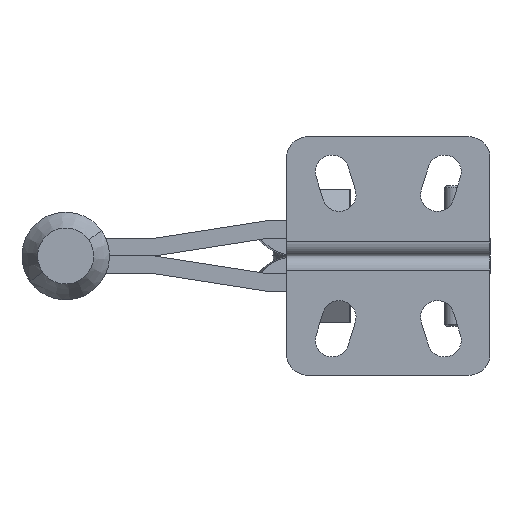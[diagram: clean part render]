
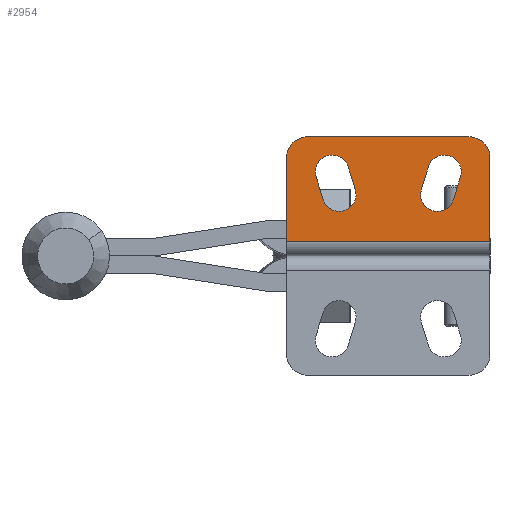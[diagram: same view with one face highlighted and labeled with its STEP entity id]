
A CAD part, front view. The second image highlights one B-rep face of the part: STEP entity #2954.
In plain terms, the highlighted planar face has unit normal (0, -1, 0).
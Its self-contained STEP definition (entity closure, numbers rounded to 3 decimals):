
#129 = FACE_BOUND ( 'NONE', #1496, .T. ) ;
#264 = CARTESIAN_POINT ( 'NONE',  ( -29., 0., 2.5 ) ) ;
#276 = VERTEX_POINT ( 'NONE', #3080 ) ;
#306 = CARTESIAN_POINT ( 'NONE',  ( -29., 0., 2. ) ) ;
#323 = VERTEX_POINT ( 'NONE', #1293 ) ;
#330 = CIRCLE ( 'NONE', #7878, 2.4 ) ;
#340 = CIRCLE ( 'NONE', #7529, 3. ) ;
#415 = LINE ( 'NONE', #1841, #8115 ) ;
#470 = DIRECTION ( 'NONE',  ( 0., 0., 1. ) ) ;
#479 = VERTEX_POINT ( 'NONE', #1703 ) ;
#521 = CARTESIAN_POINT ( 'NONE',  ( -6.5, 0., 12. ) ) ;
#590 = ORIENTED_EDGE ( 'NONE', *, *, #1064, .T. ) ;
#764 = DIRECTION ( 'NONE',  ( 0., -1., 0. ) ) ;
#767 = DIRECTION ( 'NONE',  ( 0.294, 0., 0.956 ) ) ;
#1064 = EDGE_CURVE ( 'NONE', #323, #276, #340, .T. ) ;
#1105 = DIRECTION ( 'NONE',  ( 1., 0., 0. ) ) ;
#1144 = VERTEX_POINT ( 'NONE', #4873 ) ;
#1204 = DIRECTION ( 'NONE',  ( -0.294, 0., -0.956 ) ) ;
#1254 = CARTESIAN_POINT ( 'NONE',  ( 0., 0., 14. ) ) ;
#1293 = CARTESIAN_POINT ( 'NONE',  ( -26., 0., 17. ) ) ;
#1299 = CARTESIAN_POINT ( 'NONE',  ( -7.5, 0., 8.75 ) ) ;
#1326 = DIRECTION ( 'NONE',  ( 0., 0., 1. ) ) ;
#1488 = CARTESIAN_POINT ( 'NONE',  ( 0., 0., 2. ) ) ;
#1496 = EDGE_LOOP ( 'NONE', ( #9497, #2523, #9466, #6376, #6852 ) ) ;
#1538 = LINE ( 'NONE', #9167, #7213 ) ;
#1621 = AXIS2_PLACEMENT_3D ( 'NONE', #5309, #764, #6030 ) ;
#1698 = AXIS2_PLACEMENT_3D ( 'NONE', #521, #5809, #1326 ) ;
#1703 = CARTESIAN_POINT ( 'NONE',  ( -3., 0., 17. ) ) ;
#1795 = VECTOR ( 'NONE', #4988, 1000. ) ;
#1841 = CARTESIAN_POINT ( 'NONE',  ( -29., 0., 2.5 ) ) ;
#1844 = EDGE_LOOP ( 'NONE', ( #3937, #8595, #3492, #2738, #9414 ) ) ;
#1847 = CARTESIAN_POINT ( 'NONE',  ( -3., 0., 14. ) ) ;
#1861 = VERTEX_POINT ( 'NONE', #7775 ) ;
#1895 = CIRCLE ( 'NONE', #5230, 2.4 ) ;
#2008 = LINE ( 'NONE', #6754, #9685 ) ;
#2055 = DIRECTION ( 'NONE',  ( 0., 0., 1. ) ) ;
#2184 = FACE_OUTER_BOUND ( 'NONE', #8432, .T. ) ;
#2425 = FACE_BOUND ( 'NONE', #1844, .T. ) ;
#2453 = AXIS2_PLACEMENT_3D ( 'NONE', #7748, #3390, #8506 ) ;
#2488 = VERTEX_POINT ( 'NONE', #4853 ) ;
#2523 = ORIENTED_EDGE ( 'NONE', *, *, #7804, .F. ) ;
#2621 = DIRECTION ( 'NONE',  ( 0., 0., 1. ) ) ;
#2698 = CARTESIAN_POINT ( 'NONE',  ( -26., 0., 17. ) ) ;
#2738 = ORIENTED_EDGE ( 'NONE', *, *, #7261, .F. ) ;
#2774 = VERTEX_POINT ( 'NONE', #1488 ) ;
#2814 = ORIENTED_EDGE ( 'NONE', *, *, #4724, .T. ) ;
#2954 = ADVANCED_FACE ( 'NONE', ( #2184, #2425, #129 ), #6278, .F. ) ;
#3080 = CARTESIAN_POINT ( 'NONE',  ( -29., 0., 14. ) ) ;
#3390 = DIRECTION ( 'NONE',  ( 0., -1., 0. ) ) ;
#3492 = ORIENTED_EDGE ( 'NONE', *, *, #8566, .F. ) ;
#3497 = CARTESIAN_POINT ( 'NONE',  ( -21.5, 0., 6.35 ) ) ;
#3661 = VERTEX_POINT ( 'NONE', #3497 ) ;
#3937 = ORIENTED_EDGE ( 'NONE', *, *, #4727, .F. ) ;
#3948 = LINE ( 'NONE', #7709, #7584 ) ;
#4001 = DIRECTION ( 'NONE',  ( 0., -1., 0. ) ) ;
#4032 = CIRCLE ( 'NONE', #1621, 2.4 ) ;
#4050 = EDGE_CURVE ( 'NONE', #5779, #2774, #3948, .T. ) ;
#4118 = DIRECTION ( 'NONE',  ( 0., 1., 0. ) ) ;
#4257 = VERTEX_POINT ( 'NONE', #4345 ) ;
#4345 = CARTESIAN_POINT ( 'NONE',  ( -8.794, 0., 12.706 ) ) ;
#4394 = LINE ( 'NONE', #6441, #8031 ) ;
#4437 = AXIS2_PLACEMENT_3D ( 'NONE', #9409, #5033, #470 ) ;
#4455 = CARTESIAN_POINT ( 'NONE',  ( -4.206, 0., 11.294 ) ) ;
#4646 = VERTEX_POINT ( 'NONE', #4894 ) ;
#4724 = EDGE_CURVE ( 'NONE', #479, #323, #9453, .T. ) ;
#4727 = EDGE_CURVE ( 'NONE', #4257, #4646, #7694, .T. ) ;
#4766 = DIRECTION ( 'NONE',  ( 0.294, 0., -0.956 ) ) ;
#4831 = VERTEX_POINT ( 'NONE', #8718 ) ;
#4853 = CARTESIAN_POINT ( 'NONE',  ( -24.794, 0., 11.294 ) ) ;
#4873 = CARTESIAN_POINT ( 'NONE',  ( -20.206, 0., 12.706 ) ) ;
#4894 = CARTESIAN_POINT ( 'NONE',  ( -9.794, 0., 9.456 ) ) ;
#4934 = VECTOR ( 'NONE', #1105, 1000. ) ;
#4988 = DIRECTION ( 'NONE',  ( -1., 0., 0. ) ) ;
#5033 = DIRECTION ( 'NONE',  ( 0., -1., 0. ) ) ;
#5114 = EDGE_CURVE ( 'NONE', #8675, #3661, #1895, .T. ) ;
#5230 = AXIS2_PLACEMENT_3D ( 'NONE', #8364, #4001, #9156 ) ;
#5305 = VERTEX_POINT ( 'NONE', #4455 ) ;
#5309 = CARTESIAN_POINT ( 'NONE',  ( -21.5, 0., 8.75 ) ) ;
#5353 = EDGE_CURVE ( 'NONE', #3661, #1861, #4032, .T. ) ;
#5483 = AXIS2_PLACEMENT_3D ( 'NONE', #1847, #7049, #2621 ) ;
#5766 = EDGE_CURVE ( 'NONE', #1861, #1144, #4394, .T. ) ;
#5776 = VECTOR ( 'NONE', #1204, 1000. ) ;
#5778 = EDGE_CURVE ( 'NONE', #4646, #7930, #330, .T. ) ;
#5779 = VERTEX_POINT ( 'NONE', #1254 ) ;
#5809 = DIRECTION ( 'NONE',  ( 0., -1., 0. ) ) ;
#6029 = ORIENTED_EDGE ( 'NONE', *, *, #8207, .T. ) ;
#6030 = DIRECTION ( 'NONE',  ( 0., 0., 1. ) ) ;
#6081 = CIRCLE ( 'NONE', #2453, 2.4 ) ;
#6098 = CIRCLE ( 'NONE', #5483, 3. ) ;
#6108 = CARTESIAN_POINT ( 'NONE',  ( -26., 0., 14. ) ) ;
#6278 = PLANE ( 'NONE',  #8891 ) ;
#6306 = EDGE_CURVE ( 'NONE', #5305, #4257, #9204, .T. ) ;
#6376 = ORIENTED_EDGE ( 'NONE', *, *, #5353, .F. ) ;
#6380 = CIRCLE ( 'NONE', #4437, 2.4 ) ;
#6441 = CARTESIAN_POINT ( 'NONE',  ( -19.206, 0., 9.456 ) ) ;
#6506 = DIRECTION ( 'NONE',  ( 0., -1., 0. ) ) ;
#6754 = CARTESIAN_POINT ( 'NONE',  ( -5.206, 0., 8.044 ) ) ;
#6852 = ORIENTED_EDGE ( 'NONE', *, *, #5114, .F. ) ;
#6972 = ORIENTED_EDGE ( 'NONE', *, *, #4050, .F. ) ;
#7049 = DIRECTION ( 'NONE',  ( 0., -1., 0. ) ) ;
#7090 = LINE ( 'NONE', #306, #4934 ) ;
#7213 = VECTOR ( 'NONE', #4766, 1000. ) ;
#7261 = EDGE_CURVE ( 'NONE', #7930, #8018, #6081, .T. ) ;
#7309 = DIRECTION ( 'NONE',  ( 0., -1., 0. ) ) ;
#7492 = ORIENTED_EDGE ( 'NONE', *, *, #9388, .T. ) ;
#7529 = AXIS2_PLACEMENT_3D ( 'NONE', #6108, #7309, #8592 ) ;
#7584 = VECTOR ( 'NONE', #9237, 1000. ) ;
#7694 = LINE ( 'NONE', #7850, #5776 ) ;
#7696 = EDGE_CURVE ( 'NONE', #4831, #2774, #7090, .T. ) ;
#7709 = CARTESIAN_POINT ( 'NONE',  ( 0., 0., 2.5 ) ) ;
#7748 = CARTESIAN_POINT ( 'NONE',  ( -7.5, 0., 8.75 ) ) ;
#7753 = DIRECTION ( 'NONE',  ( 0., 0., -1. ) ) ;
#7775 = CARTESIAN_POINT ( 'NONE',  ( -19.206, 0., 9.456 ) ) ;
#7804 = EDGE_CURVE ( 'NONE', #1144, #2488, #6380, .T. ) ;
#7850 = CARTESIAN_POINT ( 'NONE',  ( -9.794, 0., 9.456 ) ) ;
#7878 = AXIS2_PLACEMENT_3D ( 'NONE', #1299, #6506, #2055 ) ;
#7930 = VERTEX_POINT ( 'NONE', #8806 ) ;
#8018 = VERTEX_POINT ( 'NONE', #8195 ) ;
#8031 = VECTOR ( 'NONE', #8701, 1000. ) ;
#8115 = VECTOR ( 'NONE', #7753, 1000. ) ;
#8132 = EDGE_CURVE ( 'NONE', #2488, #8675, #1538, .T. ) ;
#8195 = CARTESIAN_POINT ( 'NONE',  ( -5.206, 0., 8.044 ) ) ;
#8207 = EDGE_CURVE ( 'NONE', #5779, #479, #6098, .T. ) ;
#8251 = CARTESIAN_POINT ( 'NONE',  ( -23.794, 0., 8.044 ) ) ;
#8364 = CARTESIAN_POINT ( 'NONE',  ( -21.5, 0., 8.75 ) ) ;
#8432 = EDGE_LOOP ( 'NONE', ( #7492, #8567, #6972, #6029, #2814, #590 ) ) ;
#8506 = DIRECTION ( 'NONE',  ( 0., 0., 1. ) ) ;
#8566 = EDGE_CURVE ( 'NONE', #8018, #5305, #2008, .T. ) ;
#8567 = ORIENTED_EDGE ( 'NONE', *, *, #7696, .T. ) ;
#8592 = DIRECTION ( 'NONE',  ( 0., 0., 1. ) ) ;
#8595 = ORIENTED_EDGE ( 'NONE', *, *, #6306, .F. ) ;
#8675 = VERTEX_POINT ( 'NONE', #8251 ) ;
#8701 = DIRECTION ( 'NONE',  ( -0.294, 0., 0.956 ) ) ;
#8718 = CARTESIAN_POINT ( 'NONE',  ( -29., 0., 2. ) ) ;
#8806 = CARTESIAN_POINT ( 'NONE',  ( -7.5, 0., 6.35 ) ) ;
#8891 = AXIS2_PLACEMENT_3D ( 'NONE', #264, #4118, #9253 ) ;
#9156 = DIRECTION ( 'NONE',  ( 0., 0., 1. ) ) ;
#9167 = CARTESIAN_POINT ( 'NONE',  ( -23.794, 0., 8.044 ) ) ;
#9204 = CIRCLE ( 'NONE', #1698, 2.4 ) ;
#9237 = DIRECTION ( 'NONE',  ( 0., 0., -1. ) ) ;
#9253 = DIRECTION ( 'NONE',  ( 0., 0., 1. ) ) ;
#9388 = EDGE_CURVE ( 'NONE', #276, #4831, #415, .T. ) ;
#9409 = CARTESIAN_POINT ( 'NONE',  ( -22.5, 0., 12. ) ) ;
#9414 = ORIENTED_EDGE ( 'NONE', *, *, #5778, .F. ) ;
#9453 = LINE ( 'NONE', #2698, #1795 ) ;
#9466 = ORIENTED_EDGE ( 'NONE', *, *, #5766, .F. ) ;
#9497 = ORIENTED_EDGE ( 'NONE', *, *, #8132, .F. ) ;
#9685 = VECTOR ( 'NONE', #767, 1000. ) ;
